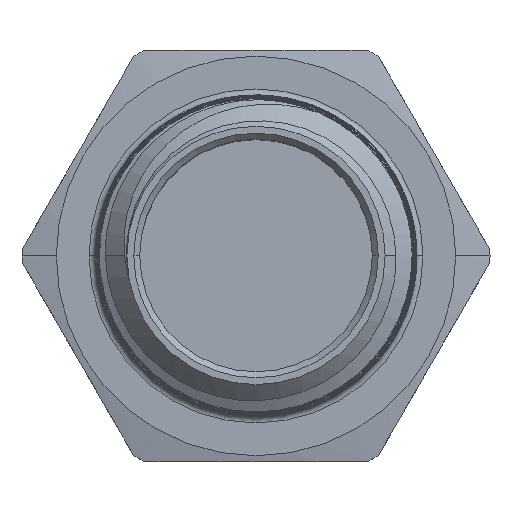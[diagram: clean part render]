
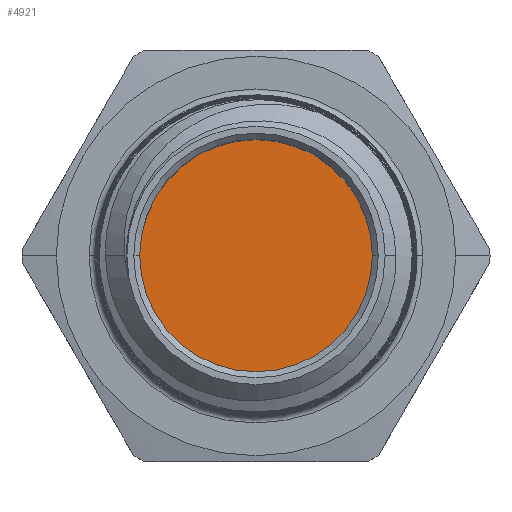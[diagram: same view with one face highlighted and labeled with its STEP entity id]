
A CAD part, top view. The second image highlights one B-rep face of the part: STEP entity #4921.
In plain terms, the highlighted planar face has unit normal (0, 0, 1).
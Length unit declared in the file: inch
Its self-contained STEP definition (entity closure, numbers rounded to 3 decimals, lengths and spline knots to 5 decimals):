
#700 = AXIS2_PLACEMENT_3D ( 'NONE', #4334, #4335, #4336 ) ;
#702 = AXIS2_PLACEMENT_3D ( 'NONE', #4340, #4341, #4342 ) ;
#796 = AXIS2_PLACEMENT_3D ( 'NONE', #2439, #2440, #2441 ) ;
#1752 = EDGE_CURVE ( 'NONE', #2520, #2514, #2648, .T. ) ;
#1755 = EDGE_CURVE ( 'NONE', #2514, #2520, #2652, .T. ) ;
#1888 = ORIENTED_EDGE ( 'NONE', *, *, #1752, .T. ) ;
#1889 = ORIENTED_EDGE ( 'NONE', *, *, #1755, .T. ) ;
#2025 = EDGE_LOOP ( 'NONE', ( #1889, #1888 ) ) ;
#2430 = PLANE ( 'NONE',  #796 ) ;
#2439 = CARTESIAN_POINT ( 'NONE',  ( 0., 0., 0.06 ) ) ;
#2440 = DIRECTION ( 'NONE',  ( 0., 0., 1. ) ) ;
#2441 = DIRECTION ( 'NONE',  ( 1., 0., 0. ) ) ;
#2514 = VERTEX_POINT ( 'NONE', #4592 ) ;
#2520 = VERTEX_POINT ( 'NONE', #4581 ) ;
#2648 = CIRCLE ( 'NONE', #700, 0.195 ) ;
#2652 = CIRCLE ( 'NONE', #702, 0.195 ) ;
#4334 = CARTESIAN_POINT ( 'NONE',  ( 0., 0., 0.06 ) ) ;
#4335 = DIRECTION ( 'NONE',  ( 0., 0., 1. ) ) ;
#4336 = DIRECTION ( 'NONE',  ( 1., 0., 0. ) ) ;
#4340 = CARTESIAN_POINT ( 'NONE',  ( 0., 0., 0.06 ) ) ;
#4341 = DIRECTION ( 'NONE',  ( 0., 0., 1. ) ) ;
#4342 = DIRECTION ( 'NONE',  ( 1., 0., 0. ) ) ;
#4581 = CARTESIAN_POINT ( 'NONE',  ( 0.195, 0., 0.06 ) ) ;
#4592 = CARTESIAN_POINT ( 'NONE',  ( -0.195, 0., 0.06 ) ) ;
#4921 = ADVANCED_FACE ( 'NONE', ( #5267 ), #2430, .T. ) ;
#5267 = FACE_OUTER_BOUND ( 'NONE', #2025, .T. ) ;
